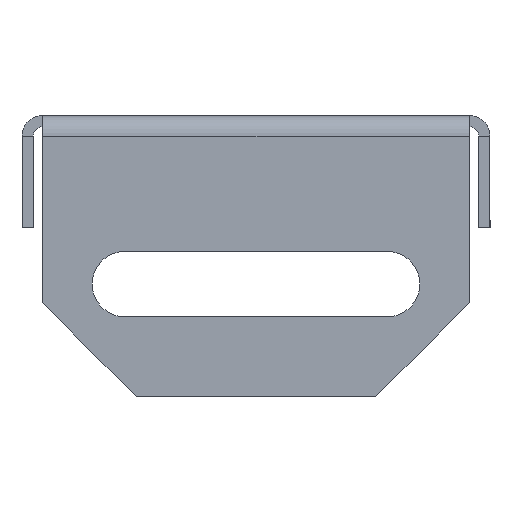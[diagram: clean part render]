
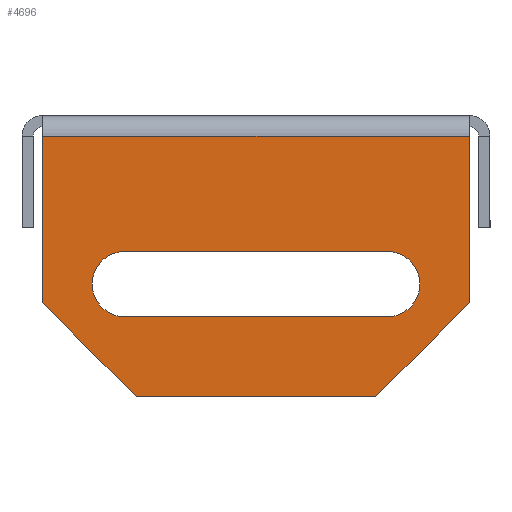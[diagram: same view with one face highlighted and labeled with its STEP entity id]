
A CAD part, left-side view. The second image highlights one B-rep face of the part: STEP entity #4696.
In plain terms, the highlighted planar face has unit normal (-1, 0, 0).
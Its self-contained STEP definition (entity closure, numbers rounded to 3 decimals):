
#285 = FACE_OUTER_BOUND ( 'NONE', #5087, .T. ) ;
#422 = VECTOR ( 'NONE', #3661, 1000. ) ;
#460 = ORIENTED_EDGE ( 'NONE', *, *, #4997, .T. ) ;
#631 = DIRECTION ( 'NONE',  ( 0., 0., -1. ) ) ;
#748 = EDGE_CURVE ( 'NONE', #4976, #7950, #7299, .T. ) ;
#951 = EDGE_CURVE ( 'NONE', #5453, #1479, #4092, .T. ) ;
#955 = CARTESIAN_POINT ( 'NONE',  ( -184., -22.8, 0. ) ) ;
#1006 = CARTESIAN_POINT ( 'NONE',  ( -184., 14., -18. ) ) ;
#1025 = CARTESIAN_POINT ( 'NONE',  ( -184., 14., -14.5 ) ) ;
#1086 = VECTOR ( 'NONE', #7769, 1000. ) ;
#1153 = VECTOR ( 'NONE', #4120, 1000. ) ;
#1230 = CARTESIAN_POINT ( 'NONE',  ( -184., 22.8, -2.2 ) ) ;
#1245 = CARTESIAN_POINT ( 'NONE',  ( -184., -22.8, -2.2 ) ) ;
#1264 = CARTESIAN_POINT ( 'NONE',  ( -184., 14., -14.5 ) ) ;
#1284 = CIRCLE ( 'NONE', #4993, 3.5 ) ;
#1307 = DIRECTION ( 'NONE',  ( -1., 0., 0. ) ) ;
#1479 = VERTEX_POINT ( 'NONE', #7238 ) ;
#1524 = ORIENTED_EDGE ( 'NONE', *, *, #8190, .T. ) ;
#1665 = DIRECTION ( 'NONE',  ( 1., 0., 0. ) ) ;
#1761 = ORIENTED_EDGE ( 'NONE', *, *, #6106, .T. ) ;
#1801 = ORIENTED_EDGE ( 'NONE', *, *, #3873, .F. ) ;
#2139 = ORIENTED_EDGE ( 'NONE', *, *, #3438, .F. ) ;
#2703 = VERTEX_POINT ( 'NONE', #8544 ) ;
#3071 = ORIENTED_EDGE ( 'NONE', *, *, #3792, .F. ) ;
#3438 = EDGE_CURVE ( 'NONE', #4819, #7043, #4888, .T. ) ;
#3455 = CARTESIAN_POINT ( 'NONE',  ( -184., 14., -21.5 ) ) ;
#3474 = EDGE_CURVE ( 'NONE', #7732, #7043, #4231, .T. ) ;
#3529 = DIRECTION ( 'NONE',  ( 0., 0., -1. ) ) ;
#3661 = DIRECTION ( 'NONE',  ( 0., 1., 0. ) ) ;
#3792 = EDGE_CURVE ( 'NONE', #7386, #7671, #6916, .T. ) ;
#3873 = EDGE_CURVE ( 'NONE', #7671, #5453, #6817, .T. ) ;
#3916 = LINE ( 'NONE', #7862, #4232 ) ;
#3944 = DIRECTION ( 'NONE',  ( 0., 0., 1. ) ) ;
#4092 = LINE ( 'NONE', #3455, #1086 ) ;
#4117 = DIRECTION ( 'NONE',  ( 0., 0., 1. ) ) ;
#4120 = DIRECTION ( 'NONE',  ( 0., -0.707, 0.707 ) ) ;
#4231 = LINE ( 'NONE', #955, #6368 ) ;
#4232 = VECTOR ( 'NONE', #631, 1000. ) ;
#4547 = EDGE_LOOP ( 'NONE', ( #8276, #1801, #3071, #5057 ) ) ;
#4648 = CARTESIAN_POINT ( 'NONE',  ( -184., -14., -14.5 ) ) ;
#4696 = ADVANCED_FACE ( 'NONE', ( #7552, #285 ), #8168, .F. ) ;
#4722 = CARTESIAN_POINT ( 'NONE',  ( -184., -22.8, -20. ) ) ;
#4819 = VERTEX_POINT ( 'NONE', #1230 ) ;
#4888 = LINE ( 'NONE', #5010, #4987 ) ;
#4976 = VERTEX_POINT ( 'NONE', #6596 ) ;
#4987 = VECTOR ( 'NONE', #7006, 1000. ) ;
#4993 = AXIS2_PLACEMENT_3D ( 'NONE', #5198, #1307, #3944 ) ;
#4997 = EDGE_CURVE ( 'NONE', #7950, #7732, #7371, .T. ) ;
#5010 = CARTESIAN_POINT ( 'NONE',  ( -184., -22.8, -2.2 ) ) ;
#5057 = ORIENTED_EDGE ( 'NONE', *, *, #7745, .F. ) ;
#5087 = EDGE_LOOP ( 'NONE', ( #6214, #460, #6789, #2139, #1761, #1524 ) ) ;
#5198 = CARTESIAN_POINT ( 'NONE',  ( -184., -14., -18. ) ) ;
#5453 = VERTEX_POINT ( 'NONE', #7400 ) ;
#5595 = CARTESIAN_POINT ( 'NONE',  ( -184., 0., 0. ) ) ;
#5922 = VECTOR ( 'NONE', #7338, 1000. ) ;
#6034 = CARTESIAN_POINT ( 'NONE',  ( -184., 12.8, -30. ) ) ;
#6106 = EDGE_CURVE ( 'NONE', #4819, #2703, #3916, .T. ) ;
#6214 = ORIENTED_EDGE ( 'NONE', *, *, #748, .T. ) ;
#6227 = DIRECTION ( 'NONE',  ( 0., 0., 1. ) ) ;
#6368 = VECTOR ( 'NONE', #6227, 1000. ) ;
#6492 = CARTESIAN_POINT ( 'NONE',  ( -184., 0., -30. ) ) ;
#6529 = DIRECTION ( 'NONE',  ( 0., -0.707, -0.707 ) ) ;
#6547 = AXIS2_PLACEMENT_3D ( 'NONE', #5595, #1665, #3529 ) ;
#6596 = CARTESIAN_POINT ( 'NONE',  ( -184., 12.8, -30. ) ) ;
#6789 = ORIENTED_EDGE ( 'NONE', *, *, #3474, .T. ) ;
#6817 = CIRCLE ( 'NONE', #8331, 3.5 ) ;
#6916 = LINE ( 'NONE', #1025, #422 ) ;
#7006 = DIRECTION ( 'NONE',  ( 0., -1., 0. ) ) ;
#7043 = VERTEX_POINT ( 'NONE', #1245 ) ;
#7221 = LINE ( 'NONE', #6034, #8249 ) ;
#7238 = CARTESIAN_POINT ( 'NONE',  ( -184., -14., -21.5 ) ) ;
#7299 = LINE ( 'NONE', #6492, #5922 ) ;
#7338 = DIRECTION ( 'NONE',  ( 0., -1., 0. ) ) ;
#7371 = LINE ( 'NONE', #7939, #1153 ) ;
#7386 = VERTEX_POINT ( 'NONE', #4648 ) ;
#7400 = CARTESIAN_POINT ( 'NONE',  ( -184., 14., -21.5 ) ) ;
#7499 = DIRECTION ( 'NONE',  ( -1., 0., 0. ) ) ;
#7552 = FACE_BOUND ( 'NONE', #4547, .T. ) ;
#7671 = VERTEX_POINT ( 'NONE', #1264 ) ;
#7732 = VERTEX_POINT ( 'NONE', #4722 ) ;
#7745 = EDGE_CURVE ( 'NONE', #1479, #7386, #1284, .T. ) ;
#7769 = DIRECTION ( 'NONE',  ( 0., -1., 0. ) ) ;
#7862 = CARTESIAN_POINT ( 'NONE',  ( -184., 22.8, 0. ) ) ;
#7939 = CARTESIAN_POINT ( 'NONE',  ( -184., -22.8, -20. ) ) ;
#7950 = VERTEX_POINT ( 'NONE', #8064 ) ;
#8064 = CARTESIAN_POINT ( 'NONE',  ( -184., -12.8, -30. ) ) ;
#8168 = PLANE ( 'NONE',  #6547 ) ;
#8190 = EDGE_CURVE ( 'NONE', #2703, #4976, #7221, .T. ) ;
#8249 = VECTOR ( 'NONE', #6529, 1000. ) ;
#8276 = ORIENTED_EDGE ( 'NONE', *, *, #951, .F. ) ;
#8331 = AXIS2_PLACEMENT_3D ( 'NONE', #1006, #7499, #4117 ) ;
#8544 = CARTESIAN_POINT ( 'NONE',  ( -184., 22.8, -20. ) ) ;
